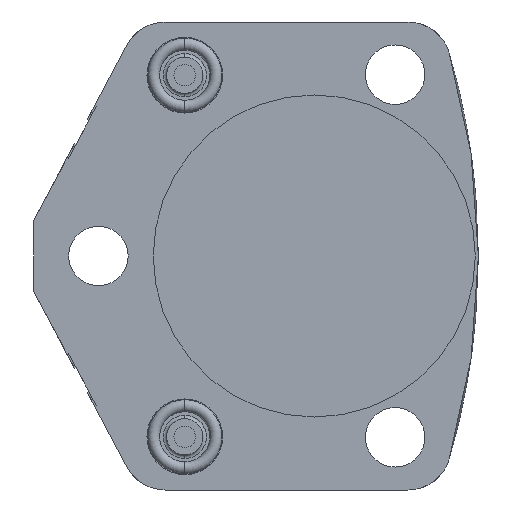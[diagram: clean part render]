
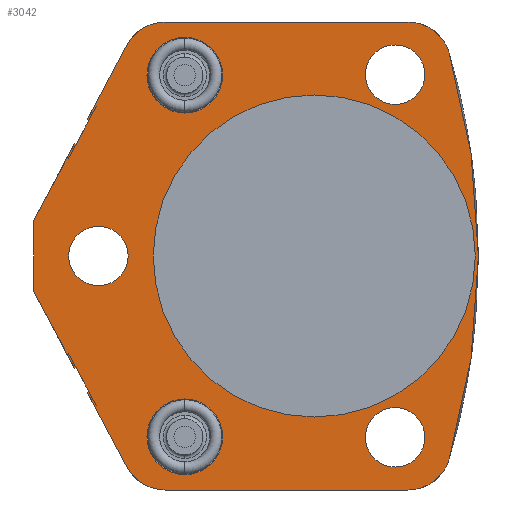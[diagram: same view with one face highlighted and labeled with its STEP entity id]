
A CAD part, front view. The second image highlights one B-rep face of the part: STEP entity #3042.
In plain terms, the highlighted planar face has unit normal (0, -1, 0).
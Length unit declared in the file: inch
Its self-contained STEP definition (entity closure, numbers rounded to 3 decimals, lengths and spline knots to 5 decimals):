
#324=CARTESIAN_POINT('',(0.,0.,0.));
#325=DIRECTION('',(0.,-1.,0.));
#326=DIRECTION('',(1.,0.,0.));
#327=AXIS2_PLACEMENT_3D('',#324,#325,#326);
#332=CARTESIAN_POINT('',(0.,0.,0.));
#333=DIRECTION('',(0.,1.,0.));
#334=DIRECTION('',(1.,0.,0.));
#335=AXIS2_PLACEMENT_3D('',#332,#333,#334);
#340=CARTESIAN_POINT('',(0.468,0.,1.05));
#341=DIRECTION('',(0.,-1.,0.));
#342=DIRECTION('',(1.,0.,0.));
#343=AXIS2_PLACEMENT_3D('',#340,#341,#342);
#348=CARTESIAN_POINT('',(0.468,0.,1.05));
#349=DIRECTION('',(0.,-1.,0.));
#350=DIRECTION('',(-1.,0.,0.));
#351=AXIS2_PLACEMENT_3D('',#348,#349,#350);
#356=CARTESIAN_POINT('',(0.468,0.,-1.05));
#357=DIRECTION('',(0.,-1.,0.));
#358=DIRECTION('',(1.,0.,0.));
#359=AXIS2_PLACEMENT_3D('',#356,#357,#358);
#364=CARTESIAN_POINT('',(0.468,0.,-1.05));
#365=DIRECTION('',(0.,-1.,0.));
#366=DIRECTION('',(-1.,0.,0.));
#367=AXIS2_PLACEMENT_3D('',#364,#365,#366);
#372=CARTESIAN_POINT('',(-1.25,0.,0.));
#373=DIRECTION('',(0.,-1.,0.));
#374=DIRECTION('',(1.,0.,0.));
#375=AXIS2_PLACEMENT_3D('',#372,#373,#374);
#380=CARTESIAN_POINT('',(-1.25,0.,0.));
#381=DIRECTION('',(0.,-1.,0.));
#382=DIRECTION('',(-1.,0.,0.));
#383=AXIS2_PLACEMENT_3D('',#380,#381,#382);
#388=DIRECTION('',(-0.469,0.,-0.883));
#389=VECTOR('',#388,0.1566);
#390=CARTESIAN_POINT('',(-1.3062,0.,0.7832));
#391=LINE('',#390,#389);
#395=DIRECTION('',(0.883,0.,-0.469));
#396=VECTOR('',#395,0.01);
#397=CARTESIAN_POINT('',(-1.31503,0.,0.7879));
#398=LINE('',#397,#396);
#402=DIRECTION('',(0.469,0.,0.883));
#403=VECTOR('',#402,0.49207);
#404=CARTESIAN_POINT('',(-1.31503,0.,0.7879));
#405=LINE('',#404,#403);
#409=DIRECTION('',(1.,0.,0.));
#410=VECTOR('',#409,1.40507);
#411=CARTESIAN_POINT('',(-0.86328,0.,1.355));
#412=LINE('',#411,#410);
#416=CARTESIAN_POINT('',(-3.238,0.,0.));
#417=DIRECTION('',(0.,-1.,0.));
#418=DIRECTION('',(0.96,0.,-0.281));
#419=AXIS2_PLACEMENT_3D('',#416,#417,#418);
#424=DIRECTION('',(-1.,0.,0.));
#425=VECTOR('',#424,1.40507);
#426=CARTESIAN_POINT('',(0.54179,0.,-1.355));
#427=LINE('',#426,#425);
#431=DIRECTION('',(0.469,0.,-0.883));
#432=VECTOR('',#431,0.49207);
#433=CARTESIAN_POINT('',(-1.31503,0.,-0.7879));
#434=LINE('',#433,#432);
#438=DIRECTION('',(0.883,0.,0.469));
#439=VECTOR('',#438,0.01);
#440=CARTESIAN_POINT('',(-1.31503,0.,-0.7879));
#441=LINE('',#440,#439);
#445=DIRECTION('',(0.469,0.,-0.883));
#446=VECTOR('',#445,0.1566);
#447=CARTESIAN_POINT('',(-1.37972,0.,-0.64493));
#448=LINE('',#447,#446);
#452=DIRECTION('',(0.883,0.,0.469));
#453=VECTOR('',#452,0.01);
#454=CARTESIAN_POINT('',(-1.38855,0.,-0.64962));
#455=LINE('',#454,#453);
#459=DIRECTION('',(0.469,0.,-0.883));
#460=VECTOR('',#459,0.50364);
#461=CARTESIAN_POINT('',(-1.625,0.,-0.20493));
#462=LINE('',#461,#460);
#466=DIRECTION('',(0.,0.,-1.));
#467=VECTOR('',#466,0.40987);
#468=CARTESIAN_POINT('',(-1.625,0.,0.20493));
#469=LINE('',#468,#467);
#473=DIRECTION('',(0.469,0.,0.883));
#474=VECTOR('',#473,0.50364);
#475=CARTESIAN_POINT('',(-1.625,0.,0.20493));
#476=LINE('',#475,#474);
#480=DIRECTION('',(0.883,0.,-0.469));
#481=VECTOR('',#480,0.01);
#482=CARTESIAN_POINT('',(-1.38855,0.,0.64962));
#483=LINE('',#482,#481);
#487=CARTESIAN_POINT('',(-0.75,0.,-1.047));
#488=DIRECTION('',(0.,1.,0.));
#489=DIRECTION('',(-1.,0.,0.));
#490=AXIS2_PLACEMENT_3D('',#487,#488,#489);
#495=CARTESIAN_POINT('',(-0.75,0.,-1.047));
#496=DIRECTION('',(0.,1.,0.));
#497=DIRECTION('',(1.,0.,0.));
#498=AXIS2_PLACEMENT_3D('',#495,#496,#497);
#503=CARTESIAN_POINT('',(-0.75,0.,1.047));
#504=DIRECTION('',(0.,1.,0.));
#505=DIRECTION('',(-1.,0.,0.));
#506=AXIS2_PLACEMENT_3D('',#503,#504,#505);
#511=CARTESIAN_POINT('',(-0.75,0.,1.047));
#512=DIRECTION('',(0.,1.,0.));
#513=DIRECTION('',(1.,0.,0.));
#514=AXIS2_PLACEMENT_3D('',#511,#512,#513);
#1022=CARTESIAN_POINT('',(-0.86328,0.,-1.105));
#1023=DIRECTION('',(0.,-1.,0.));
#1024=DIRECTION('',(-0.883,0.,-0.469));
#1025=AXIS2_PLACEMENT_3D('',#1022,#1023,#1024);
#1059=CARTESIAN_POINT('',(0.54179,0.,-1.105));
#1060=DIRECTION('',(0.,-1.,0.));
#1061=DIRECTION('',(0.,0.,-1.));
#1062=AXIS2_PLACEMENT_3D('',#1059,#1060,#1061);
#1081=CARTESIAN_POINT('',(0.54179,0.,1.105));
#1082=DIRECTION('',(0.,-1.,0.));
#1083=DIRECTION('',(0.96,0.,0.281));
#1084=AXIS2_PLACEMENT_3D('',#1081,#1082,#1083);
#1118=CARTESIAN_POINT('',(-0.86328,0.,1.105));
#1119=DIRECTION('',(0.,-1.,0.));
#1120=DIRECTION('',(0.,0.,1.));
#1121=AXIS2_PLACEMENT_3D('',#1118,#1119,#1120);
#2501=CARTESIAN_POINT('',(0.9325,0.,0.));
#2503=VERTEX_POINT('',#2501);
#2505=CARTESIAN_POINT('',(-0.9325,0.,0.));
#2507=VERTEX_POINT('',#2505);
#2508=CARTESIAN_POINT('',(-1.625,0.,0.20493));
#2509=CARTESIAN_POINT('',(-1.625,0.,-0.20493));
#2510=VERTEX_POINT('',#2508);
#2511=VERTEX_POINT('',#2509);
#2512=CARTESIAN_POINT('',(0.64,0.,1.05));
#2513=CARTESIAN_POINT('',(0.296,0.,1.05));
#2514=VERTEX_POINT('',#2512);
#2515=VERTEX_POINT('',#2513);
#2546=CARTESIAN_POINT('',(-1.37972,0.,-0.64493));
#2547=CARTESIAN_POINT('',(-1.3062,0.,-0.7832));
#2548=VERTEX_POINT('',#2546);
#2549=VERTEX_POINT('',#2547);
#2550=CARTESIAN_POINT('',(-1.38855,0.,-0.64962));
#2551=VERTEX_POINT('',#2550);
#2552=CARTESIAN_POINT('',(-1.31503,0.,-0.7879));
#2553=VERTEX_POINT('',#2552);
#2575=CARTESIAN_POINT('',(-1.3062,0.,0.7832));
#2576=CARTESIAN_POINT('',(-1.37972,0.,0.64493));
#2577=VERTEX_POINT('',#2575);
#2578=VERTEX_POINT('',#2576);
#2579=CARTESIAN_POINT('',(-1.31503,0.,0.7879));
#2580=VERTEX_POINT('',#2579);
#2581=CARTESIAN_POINT('',(-1.38855,0.,0.64962));
#2582=VERTEX_POINT('',#2581);
#2608=CARTESIAN_POINT('',(-0.969,0.,-1.047));
#2609=CARTESIAN_POINT('',(-0.531,0.,-1.047));
#2610=VERTEX_POINT('',#2608);
#2611=VERTEX_POINT('',#2609);
#2628=CARTESIAN_POINT('',(-0.969,0.,1.047));
#2629=CARTESIAN_POINT('',(-0.531,0.,1.047));
#2630=VERTEX_POINT('',#2628);
#2631=VERTEX_POINT('',#2629);
#2662=CARTESIAN_POINT('',(0.54179,0.,-1.355));
#2663=CARTESIAN_POINT('',(0.78175,0.,-1.17515));
#2664=VERTEX_POINT('',#2662);
#2665=VERTEX_POINT('',#2663);
#2666=CARTESIAN_POINT('',(0.78175,0.,1.17515));
#2667=CARTESIAN_POINT('',(0.54179,0.,1.355));
#2668=VERTEX_POINT('',#2666);
#2669=VERTEX_POINT('',#2667);
#2670=CARTESIAN_POINT('',(-0.86328,0.,1.355));
#2671=CARTESIAN_POINT('',(-1.08402,0.,1.22237));
#2672=VERTEX_POINT('',#2670);
#2673=VERTEX_POINT('',#2671);
#2674=CARTESIAN_POINT('',(-1.08402,0.,-1.22237));
#2675=CARTESIAN_POINT('',(-0.86328,0.,-1.355));
#2676=VERTEX_POINT('',#2674);
#2677=VERTEX_POINT('',#2675);
#2678=CARTESIAN_POINT('',(0.64,0.,-1.05));
#2679=CARTESIAN_POINT('',(0.296,0.,-1.05));
#2680=VERTEX_POINT('',#2678);
#2681=VERTEX_POINT('',#2679);
#2682=CARTESIAN_POINT('',(-1.078,0.,0.));
#2683=CARTESIAN_POINT('',(-1.422,0.,0.));
#2684=VERTEX_POINT('',#2682);
#2685=VERTEX_POINT('',#2683);
#2965=CARTESIAN_POINT('',(0.,0.,0.));
#2966=DIRECTION('',(0.,-1.,0.));
#2967=DIRECTION('',(-1.,0.,0.));
#2968=AXIS2_PLACEMENT_3D('',#2965,#2966,#2967);
#2969=PLANE('',#2968);
#2971=ORIENTED_EDGE('',*,*,#2970,.F.);
#2973=ORIENTED_EDGE('',*,*,#2972,.F.);
#2975=ORIENTED_EDGE('',*,*,#2974,.T.);
#2977=ORIENTED_EDGE('',*,*,#2976,.F.);
#2979=ORIENTED_EDGE('',*,*,#2978,.T.);
#2981=ORIENTED_EDGE('',*,*,#2980,.F.);
#2983=ORIENTED_EDGE('',*,*,#2982,.F.);
#2985=ORIENTED_EDGE('',*,*,#2984,.F.);
#2987=ORIENTED_EDGE('',*,*,#2986,.T.);
#2989=ORIENTED_EDGE('',*,*,#2988,.F.);
#2991=ORIENTED_EDGE('',*,*,#2990,.F.);
#2993=ORIENTED_EDGE('',*,*,#2992,.T.);
#2995=ORIENTED_EDGE('',*,*,#2994,.F.);
#2997=ORIENTED_EDGE('',*,*,#2996,.F.);
#2999=ORIENTED_EDGE('',*,*,#2998,.F.);
#3001=ORIENTED_EDGE('',*,*,#3000,.F.);
#3003=ORIENTED_EDGE('',*,*,#3002,.T.);
#3005=ORIENTED_EDGE('',*,*,#3004,.T.);
#3006=EDGE_LOOP('',(#2971,#2973,#2975,#2977,#2979,#2981,#2983,#2985,#2987,#2989,
#2991,#2993,#2995,#2997,#2999,#3001,#3003,#3005));
#3007=FACE_OUTER_BOUND('',#3006,.F.);
#3009=ORIENTED_EDGE('',*,*,#3008,.T.);
#3011=ORIENTED_EDGE('',*,*,#3010,.T.);
#3012=EDGE_LOOP('',(#3009,#3011));
#3013=FACE_BOUND('',#3012,.F.);
#3014=ORIENTED_EDGE('',*,*,#2945,.T.);
#3015=ORIENTED_EDGE('',*,*,#2959,.T.);
#3016=EDGE_LOOP('',(#3014,#3015));
#3017=FACE_BOUND('',#3016,.F.);
#3019=ORIENTED_EDGE('',*,*,#3018,.T.);
#3021=ORIENTED_EDGE('',*,*,#3020,.T.);
#3022=EDGE_LOOP('',(#3019,#3021));
#3023=FACE_BOUND('',#3022,.F.);
#3025=ORIENTED_EDGE('',*,*,#3024,.T.);
#3027=ORIENTED_EDGE('',*,*,#3026,.F.);
#3028=EDGE_LOOP('',(#3025,#3027));
#3029=FACE_BOUND('',#3028,.F.);
#3031=ORIENTED_EDGE('',*,*,#3030,.F.);
#3033=ORIENTED_EDGE('',*,*,#3032,.F.);
#3034=EDGE_LOOP('',(#3031,#3033));
#3035=FACE_BOUND('',#3034,.F.);
#3037=ORIENTED_EDGE('',*,*,#3036,.F.);
#3039=ORIENTED_EDGE('',*,*,#3038,.F.);
#3040=EDGE_LOOP('',(#3037,#3039));
#3041=FACE_BOUND('',#3040,.F.);
#328=CIRCLE('',#327,0.9325);
#336=CIRCLE('',#335,0.9325);
#344=CIRCLE('',#343,0.172);
#352=CIRCLE('',#351,0.172);
#360=CIRCLE('',#359,0.172);
#368=CIRCLE('',#367,0.172);
#376=CIRCLE('',#375,0.172);
#384=CIRCLE('',#383,0.172);
#420=CIRCLE('',#419,4.188);
#491=CIRCLE('',#490,0.219);
#499=CIRCLE('',#498,0.219);
#507=CIRCLE('',#506,0.219);
#515=CIRCLE('',#514,0.219);
#1026=CIRCLE('',#1025,0.25);
#1063=CIRCLE('',#1062,0.25);
#1085=CIRCLE('',#1084,0.25);
#1122=CIRCLE('',#1121,0.25);
#2945=EDGE_CURVE('',#2680,#2681,#360,.T.);
#2959=EDGE_CURVE('',#2681,#2680,#368,.T.);
#2970=EDGE_CURVE('',#2577,#2578,#391,.T.);
#2972=EDGE_CURVE('',#2580,#2577,#398,.T.);
#2974=EDGE_CURVE('',#2580,#2673,#405,.T.);
#2976=EDGE_CURVE('',#2672,#2673,#1122,.T.);
#2978=EDGE_CURVE('',#2672,#2669,#412,.T.);
#2980=EDGE_CURVE('',#2668,#2669,#1085,.T.);
#2982=EDGE_CURVE('',#2665,#2668,#420,.T.);
#2984=EDGE_CURVE('',#2664,#2665,#1063,.T.);
#2986=EDGE_CURVE('',#2664,#2677,#427,.T.);
#2988=EDGE_CURVE('',#2676,#2677,#1026,.T.);
#2990=EDGE_CURVE('',#2553,#2676,#434,.T.);
#2992=EDGE_CURVE('',#2553,#2549,#441,.T.);
#2994=EDGE_CURVE('',#2548,#2549,#448,.T.);
#2996=EDGE_CURVE('',#2551,#2548,#455,.T.);
#2998=EDGE_CURVE('',#2511,#2551,#462,.T.);
#3000=EDGE_CURVE('',#2510,#2511,#469,.T.);
#3002=EDGE_CURVE('',#2510,#2582,#476,.T.);
#3004=EDGE_CURVE('',#2582,#2578,#483,.T.);
#3008=EDGE_CURVE('',#2514,#2515,#344,.T.);
#3010=EDGE_CURVE('',#2515,#2514,#352,.T.);
#3018=EDGE_CURVE('',#2684,#2685,#376,.T.);
#3020=EDGE_CURVE('',#2685,#2684,#384,.T.);
#3024=EDGE_CURVE('',#2503,#2507,#328,.T.);
#3026=EDGE_CURVE('',#2503,#2507,#336,.T.);
#3030=EDGE_CURVE('',#2610,#2611,#491,.T.);
#3032=EDGE_CURVE('',#2611,#2610,#499,.T.);
#3036=EDGE_CURVE('',#2630,#2631,#507,.T.);
#3038=EDGE_CURVE('',#2631,#2630,#515,.T.);
#3042=ADVANCED_FACE('',(#3007,#3013,#3017,#3023,#3029,#3035,#3041),#2969,.T.);
